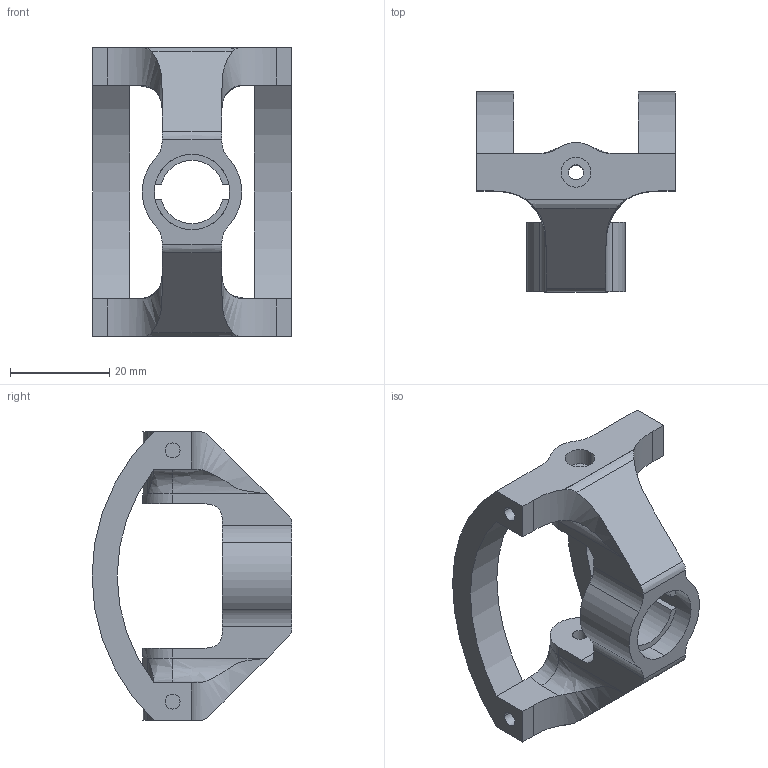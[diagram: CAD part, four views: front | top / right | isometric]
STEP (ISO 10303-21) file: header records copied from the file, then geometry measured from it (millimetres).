
FILE_DESCRIPTION(/* description */ ('STEP AP242 Edition 2','CAx-IF Rec.Pracs.---Representation and Presentation of Product Manufacturing Information (PMI)---4.0---2014-10-13','CAx-IF Rec.Pracs.---3D Tessellated Geometry---0.4---2014-09-14','2;1','CAx-IF Rec.Pracs.---User Defined Attributes---1.5---2016-08-15'),/* implementation_level */ '2;1');
FILE_NAME(/* name */ 'Assembly 1 - Rear Upright',/* time_stamp */ '2026-02-07T17:40:25Z',/* author */ (''),/* organization */ (''),/* preprocessor_version */ 'ST-DEVELOPER v20',/* originating_system */ 'ONSHAPE BY PTC INC, 1.210',/* authorisation */ ' ');
FILE_SCHEMA (('AP242_MANAGED_MODEL_BASED_3D_ENGINEERING_MIM_LF { 1 0 10303 442 3 1 4 }'));
Length unit declared in the file: millimetre
Products named in the file (1): Rear Upright
Bounding box: 40 x 40.2 x 58 mm (x, y, z)
Volume: 17776.2 mm3; surface area: 9588.9 mm2
Topology: 1 solids, 1 shells, 98 faces, 285 edges, 191 vertices
Faces by surface type: bspline 98
Entity records: 5464 total; most frequent: CARTESIAN_POINT 3303, ORIENTED_EDGE 570, EDGE_CURVE 285, DIRECTION 260, VERTEX_POINT 191, EDGE_LOOP 110, FACE_BOUND 110, LINE 108
